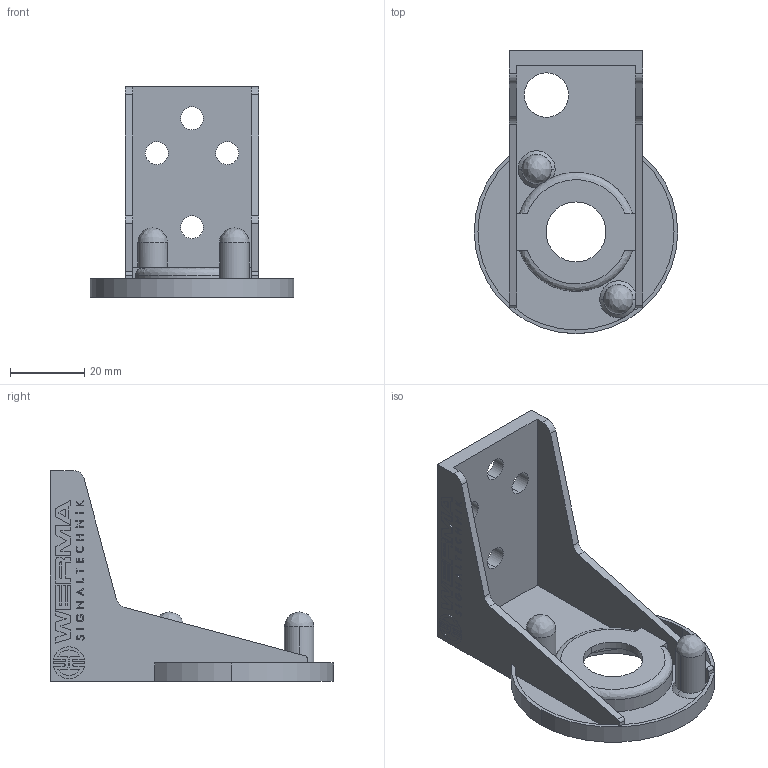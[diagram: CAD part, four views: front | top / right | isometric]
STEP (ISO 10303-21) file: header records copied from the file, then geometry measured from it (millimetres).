
FILE_DESCRIPTION (( 'STEP AP214' ), '1' );
FILE_NAME ('96000002.step', '2016-03-14T14:22:42', ( '' ), ( '' ), 'SwSTEP 2.0', 'SolidWorks 2015', '' );
FILE_SCHEMA (( 'AUTOMOTIVE_DESIGN' ));
Length unit declared in the file: inch
Products named in the file (1): 96000002
Bounding box: 55 x 76.5 x 57 mm (x, y, z)
Volume: 19148.1 mm3; surface area: 19075.7 mm2
Topology: 1 solids, 1 shells, 649 faces, 1752 edges, 1163 vertices
Faces by surface type: plane 469, cylinder 167, cone 9, bspline 4
Entity records: 28932 total; most frequent: CARTESIAN_POINT 3797, ORIENTED_EDGE 3496, DIRECTION 3377, EDGE_CURVE 1748, VECTOR 1389, LINE 1389, VERTEX_POINT 1163, AXIS2_PLACEMENT_3D 994
